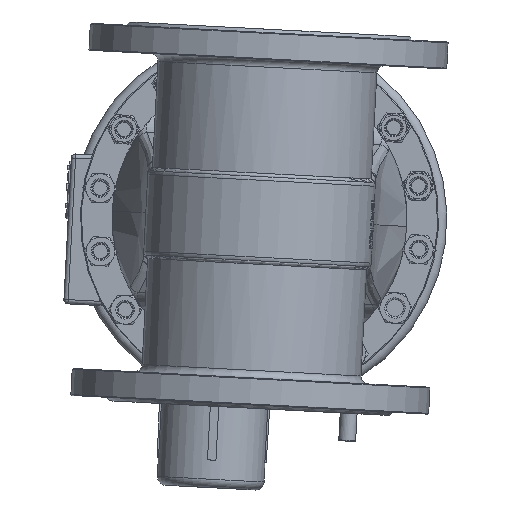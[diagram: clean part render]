
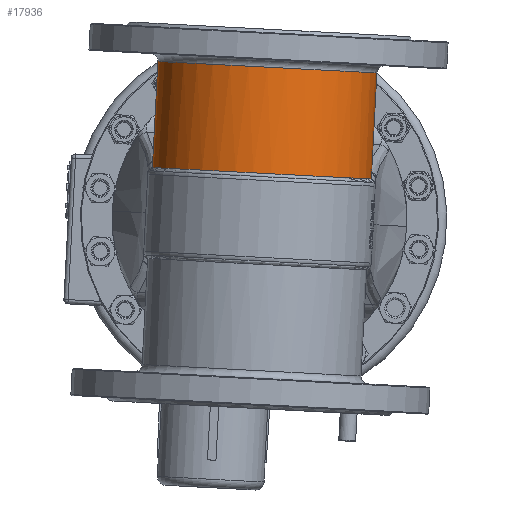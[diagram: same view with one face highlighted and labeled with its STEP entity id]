
A CAD part, front view. The second image highlights one B-rep face of the part: STEP entity #17936.
In plain terms, the highlighted cylindrical face has radius 130 mm (diameter 260 mm), a full revolution.
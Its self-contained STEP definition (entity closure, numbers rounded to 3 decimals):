
#904=ELLIPSE('',#20043,162.425,130.);
#905=ELLIPSE('',#20044,162.425,130.);
#1110=B_SPLINE_CURVE_WITH_KNOTS('',3,(#31908,#31909,#31910,#31911,#31912,
#31913,#31914,#31915),.UNSPECIFIED.,.F.,.F.,(4,2,2,4),(0.,0.109,
0.341,0.342),.UNSPECIFIED.);
#1114=B_SPLINE_CURVE_WITH_KNOTS('',3,(#32038,#32039,#32040,#32041,#32042,
#32043,#32044,#32045),.UNSPECIFIED.,.F.,.F.,(4,2,2,4),(-0.001,
0.,0.179,0.264),.UNSPECIFIED.);
#1143=B_SPLINE_CURVE_WITH_KNOTS('',3,(#32847,#32848,#32849,#32850,#32851,
#32852),.UNSPECIFIED.,.F.,.F.,(4,1,1,4),(41.026,44.361,
47.695,52.697),.UNSPECIFIED.);
#1144=B_SPLINE_CURVE_WITH_KNOTS('',3,(#32854,#32855,#32856,#32857,#32858,
#32859,#32860,#32861,#32862,#32863),.UNSPECIFIED.,.F.,.F.,(4,1,1,1,1,1,
1,4),(52.697,55.19,57.684,60.178,
62.672,65.166,67.66,70.154),
 .UNSPECIFIED.);
#1145=B_SPLINE_CURVE_WITH_KNOTS('',3,(#32865,#32866,#32867,#32868,#32869,
#32870),.UNSPECIFIED.,.F.,.F.,(4,1,1,4),(70.154,75.155,
78.489,81.824),.UNSPECIFIED.);
#1412=FACE_BOUND('',#3883,.T.);
#2680=FACE_OUTER_BOUND('',#3882,.T.);
#3882=EDGE_LOOP('',(#14898,#14899,#14900,#14901,#14902,#14903,#14904,#14905));
#3883=EDGE_LOOP('',(#14906,#14907,#14908,#14909,#14910,#14911));
#5029=LINE('',#32015,#6052);
#5042=LINE('',#32211,#6065);
#5046=LINE('',#32843,#6069);
#6052=VECTOR('',#24522,10.);
#6065=VECTOR('',#24567,10.);
#6069=VECTOR('',#24631,130.);
#6941=CIRCLE('',#20082,130.);
#6942=CIRCLE('',#20084,130.);
#6943=CIRCLE('',#20085,130.);
#8350=VERTEX_POINT('',#31906);
#8351=VERTEX_POINT('',#31907);
#8358=VERTEX_POINT('',#31938);
#8359=VERTEX_POINT('',#32036);
#8360=VERTEX_POINT('',#32037);
#8365=VERTEX_POINT('',#32107);
#8406=VERTEX_POINT('',#32838);
#8407=VERTEX_POINT('',#32842);
#8408=VERTEX_POINT('',#32844);
#8409=VERTEX_POINT('',#32846);
#8410=VERTEX_POINT('',#32853);
#8411=VERTEX_POINT('',#32864);
#10538=EDGE_CURVE('',#8350,#8351,#1110,.F.);
#10548=EDGE_CURVE('',#8358,#8351,#5029,.T.);
#10549=EDGE_CURVE('',#8359,#8360,#1114,.F.);
#10558=EDGE_CURVE('',#8360,#8350,#904,.T.);
#10560=EDGE_CURVE('',#8358,#8365,#905,.T.);
#10573=EDGE_CURVE('',#8359,#8365,#5042,.T.);
#10624=EDGE_CURVE('',#8406,#8406,#6941,.T.);
#10625=EDGE_CURVE('',#8406,#8407,#5046,.T.);
#10626=EDGE_CURVE('',#8407,#8408,#6942,.T.);
#10627=EDGE_CURVE('',#8408,#8409,#1143,.T.);
#10628=EDGE_CURVE('',#8409,#8410,#1144,.T.);
#10629=EDGE_CURVE('',#8410,#8411,#1145,.T.);
#10630=EDGE_CURVE('',#8411,#8407,#6943,.T.);
#14898=ORIENTED_EDGE('',*,*,#10624,.T.);
#14899=ORIENTED_EDGE('',*,*,#10625,.T.);
#14900=ORIENTED_EDGE('',*,*,#10626,.T.);
#14901=ORIENTED_EDGE('',*,*,#10627,.T.);
#14902=ORIENTED_EDGE('',*,*,#10628,.T.);
#14903=ORIENTED_EDGE('',*,*,#10629,.T.);
#14904=ORIENTED_EDGE('',*,*,#10630,.T.);
#14905=ORIENTED_EDGE('',*,*,#10625,.F.);
#14906=ORIENTED_EDGE('',*,*,#10573,.F.);
#14907=ORIENTED_EDGE('',*,*,#10549,.T.);
#14908=ORIENTED_EDGE('',*,*,#10558,.T.);
#14909=ORIENTED_EDGE('',*,*,#10538,.T.);
#14910=ORIENTED_EDGE('',*,*,#10548,.F.);
#14911=ORIENTED_EDGE('',*,*,#10560,.T.);
#16388=CYLINDRICAL_SURFACE('',#20083,130.);
#17936=ADVANCED_FACE('',(#2680,#1412),#16388,.T.);
#20043=AXIS2_PLACEMENT_3D('',#32082,#24536,#24537);
#20044=AXIS2_PLACEMENT_3D('',#32185,#24538,#24539);
#20082=AXIS2_PLACEMENT_3D('',#32840,#24627,#24628);
#20083=AXIS2_PLACEMENT_3D('',#32841,#24629,#24630);
#20084=AXIS2_PLACEMENT_3D('',#32845,#24632,#24633);
#20085=AXIS2_PLACEMENT_3D('',#32871,#24634,#24635);
#24522=DIRECTION('',(0.,0.,1.));
#24536=DIRECTION('center_axis',(0.,0.6,0.8));
#24537=DIRECTION('ref_axis',(0.,0.8,-0.6));
#24538=DIRECTION('center_axis',(0.,-0.6,-0.8));
#24539=DIRECTION('ref_axis',(0.,0.8,-0.6));
#24567=DIRECTION('',(0.,0.,-1.));
#24627=DIRECTION('center_axis',(0.,0.,-1.));
#24628=DIRECTION('ref_axis',(1.,0.,0.));
#24629=DIRECTION('center_axis',(0.,0.,-1.));
#24630=DIRECTION('ref_axis',(1.,0.,0.));
#24631=DIRECTION('',(0.,0.,-1.));
#24632=DIRECTION('center_axis',(0.,0.,1.));
#24633=DIRECTION('ref_axis',(0.,-1.,0.));
#24634=DIRECTION('center_axis',(0.,0.,1.));
#24635=DIRECTION('ref_axis',(0.,-1.,0.));
#31906=CARTESIAN_POINT('',(-5.039,129.902,186.408));
#31907=CARTESIAN_POINT('',(-6.,129.861,183.809));
#31908=CARTESIAN_POINT('Ctrl Pts',(-6.,129.861,183.809));
#31909=CARTESIAN_POINT('Ctrl Pts',(-6.,129.861,184.173));
#31910=CARTESIAN_POINT('Ctrl Pts',(-5.916,129.865,184.516));
#31911=CARTESIAN_POINT('Ctrl Pts',(-5.646,129.877,185.346));
#31912=CARTESIAN_POINT('Ctrl Pts',(-5.342,129.891,185.884));
#31913=CARTESIAN_POINT('Ctrl Pts',(-5.042,129.902,186.403));
#31914=CARTESIAN_POINT('Ctrl Pts',(-5.04,129.902,186.406));
#31915=CARTESIAN_POINT('Ctrl Pts',(-5.039,129.902,186.408));
#31938=CARTESIAN_POINT('',(-6.,129.861,143.357));
#32015=CARTESIAN_POINT('',(-6.,129.861,50.));
#32036=CARTESIAN_POINT('',(6.,129.861,183.809));
#32037=CARTESIAN_POINT('',(5.039,129.902,186.408));
#32038=CARTESIAN_POINT('Ctrl Pts',(5.039,129.902,186.408));
#32039=CARTESIAN_POINT('Ctrl Pts',(5.04,129.902,186.406));
#32040=CARTESIAN_POINT('Ctrl Pts',(5.042,129.902,186.403));
#32041=CARTESIAN_POINT('Ctrl Pts',(5.342,129.891,185.884));
#32042=CARTESIAN_POINT('Ctrl Pts',(5.646,129.877,185.346));
#32043=CARTESIAN_POINT('Ctrl Pts',(5.916,129.865,184.516));
#32044=CARTESIAN_POINT('Ctrl Pts',(6.,129.861,184.173));
#32045=CARTESIAN_POINT('Ctrl Pts',(6.,129.861,183.809));
#32082=CARTESIAN_POINT('Origin',(0.,0.,283.71));
#32107=CARTESIAN_POINT('',(6.,129.861,143.357));
#32185=CARTESIAN_POINT('Origin',(0.,0.,240.629));
#32211=CARTESIAN_POINT('',(6.,129.861,50.));
#32838=CARTESIAN_POINT('',(-130.,0.,230.));
#32840=CARTESIAN_POINT('Origin',(0.,0.,230.));
#32841=CARTESIAN_POINT('Origin',(0.,0.,50.));
#32842=CARTESIAN_POINT('',(-130.,0.,104.));
#32843=CARTESIAN_POINT('',(-130.,0.,50.));
#32844=CARTESIAN_POINT('',(129.992,1.428,104.));
#32845=CARTESIAN_POINT('Origin',(0.,0.,104.));
#32846=CARTESIAN_POINT('',(81.09,101.609,116.777));
#32847=CARTESIAN_POINT('Ctrl Pts',(129.992,1.428,104.));
#32848=CARTESIAN_POINT('Ctrl Pts',(129.871,12.432,103.999));
#32849=CARTESIAN_POINT('Ctrl Pts',(126.816,34.4,104.933));
#32850=CARTESIAN_POINT('Ctrl Pts',(112.053,70.159,109.397));
#32851=CARTESIAN_POINT('Ctrl Pts',(93.983,91.32,114.124));
#32852=CARTESIAN_POINT('Ctrl Pts',(81.09,101.609,116.777));
#32853=CARTESIAN_POINT('',(-81.09,101.609,116.777));
#32854=CARTESIAN_POINT('Ctrl Pts',(81.09,101.609,116.777));
#32855=CARTESIAN_POINT('Ctrl Pts',(74.639,106.758,118.147));
#32856=CARTESIAN_POINT('Ctrl Pts',(60.699,115.864,120.571));
#32857=CARTESIAN_POINT('Ctrl Pts',(37.418,125.343,123.091));
#32858=CARTESIAN_POINT('Ctrl Pts',(12.643,130.203,124.382));
#32859=CARTESIAN_POINT('Ctrl Pts',(-12.643,130.202,124.382));
#32860=CARTESIAN_POINT('Ctrl Pts',(-37.419,125.344,123.091));
#32861=CARTESIAN_POINT('Ctrl Pts',(-60.699,115.864,120.571));
#32862=CARTESIAN_POINT('Ctrl Pts',(-74.639,106.758,118.147));
#32863=CARTESIAN_POINT('Ctrl Pts',(-81.09,101.609,116.777));
#32864=CARTESIAN_POINT('',(-129.992,1.428,104.));
#32865=CARTESIAN_POINT('Ctrl Pts',(-81.09,101.609,116.777));
#32866=CARTESIAN_POINT('Ctrl Pts',(-93.983,91.32,114.124));
#32867=CARTESIAN_POINT('Ctrl Pts',(-112.053,70.159,109.397));
#32868=CARTESIAN_POINT('Ctrl Pts',(-126.816,34.4,104.933));
#32869=CARTESIAN_POINT('Ctrl Pts',(-129.871,12.432,103.999));
#32870=CARTESIAN_POINT('Ctrl Pts',(-129.992,1.428,104.));
#32871=CARTESIAN_POINT('Origin',(0.,0.,104.));
